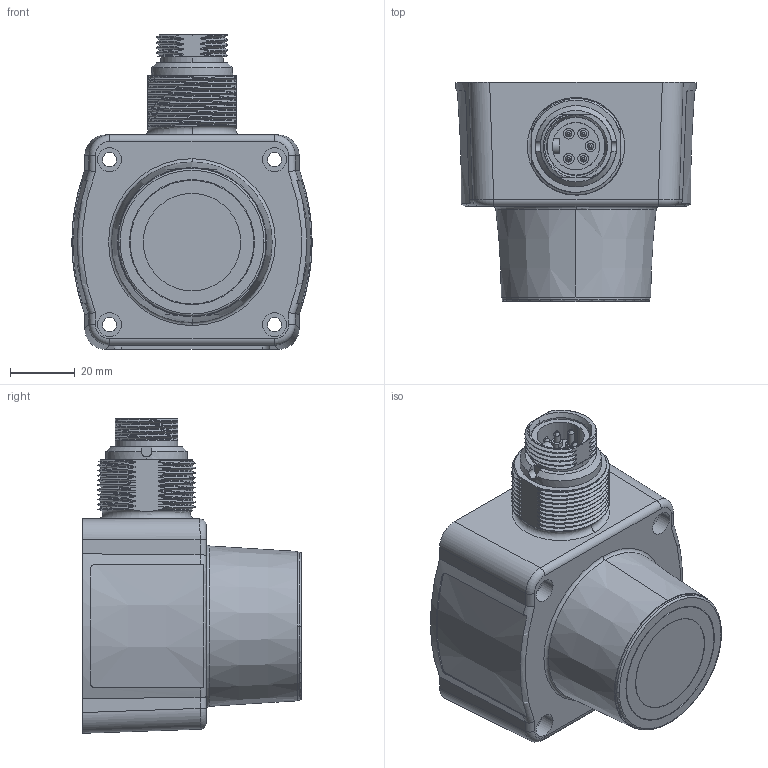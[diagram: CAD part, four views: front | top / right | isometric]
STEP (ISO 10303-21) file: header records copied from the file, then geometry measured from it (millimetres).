
FILE_DESCRIPTION((''),'2;1');
FILE_NAME('QT50U_ASM','2013-08-30T',('jrengel'),('BANNER ENGINEERING CORP.'),'PRO/ENGINEER BY PARAMETRIC TECHNOLOGY CORPORATION, 2012420','PRO/ENGINEER BY PARAMETRIC TECHNOLOGY CORPORATION, 2012420','');
FILE_SCHEMA(('CONFIG_CONTROL_DESIGN','SHAPE_APPEARANCE_LAYERS_GROUPS'));
Products named in the file (16): 70107; 70106; 70105; 70143; 110256_ASM_ASM; 70108; 58889; 70111; 62332; 29320; 13411; 35951; 35950; 36024_ASM_ASM; 159632_ASM_ASM; QT50U_ASM
Assembly tree (18 placements, depth 4):
  QT50U_ASM
    159632_ASM_ASM
      110256_ASM_ASM
        70107
        70106
        70105
        70143
      70108
      58889
      70111
      36024_ASM_ASM
        62332
        29320
        13411
        35951
        35950  x4
Bounding box: 74.05 x 67.4 x 96.87 mm (x, y, z)
Volume: 106545.1 mm3; surface area: 73687.7 mm2
Topology: 15 solids, 15 shells, 1175 faces, 3246 edges, 2173 vertices
Faces by surface type: plane 483, cylinder 397, bspline 151, cone 87, torus 53, sphere 4
Entity records: 61868 total; most frequent: CARTESIAN_POINT 23407, ORIENTED_EDGE 6280, DIRECTION 5603, EDGE_CURVE 3140, PRESENTATION_STYLE_ASSIGNMENT 3125, STYLED_ITEM 3117, CURVE_STYLE 3086, VERTEX_POINT 2115
